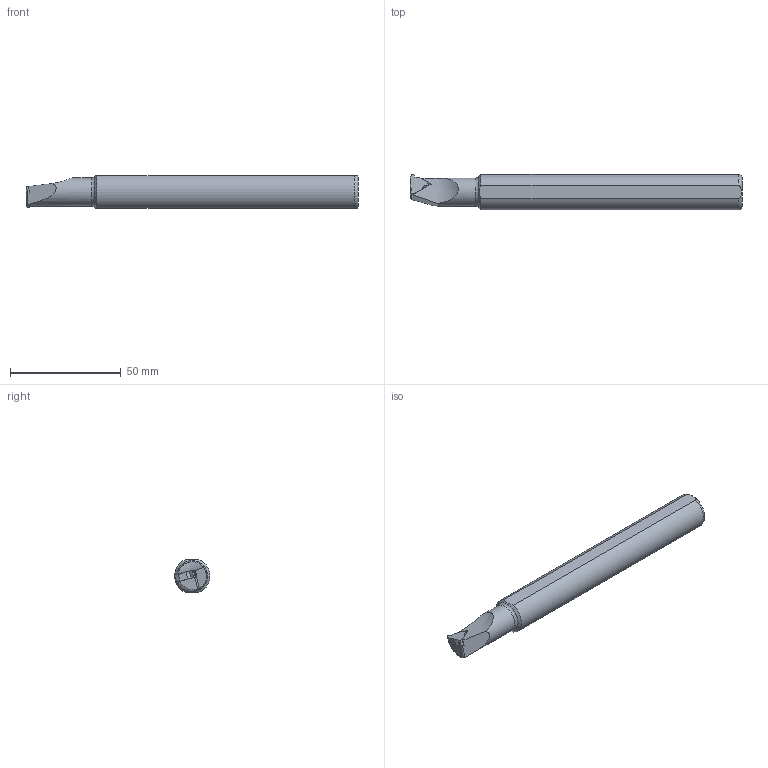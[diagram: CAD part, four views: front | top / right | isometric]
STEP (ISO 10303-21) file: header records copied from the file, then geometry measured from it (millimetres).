
FILE_DESCRIPTION(/* description */ (''),/* implementation_level */ '2;1');
FILE_NAME(/* name */ 'SIL-S16x13M-11.stp',/* time_stamp */ '2023-10-20T08:52:07+03:00',/* author */ (''),/* organization */ (''),/* preprocessor_version */ 'ST-DEVELOPER v19.4',/* originating_system */ 'SIEMENS PLM Software NX2306.3001',/* authorisation */ '');
FILE_SCHEMA (('AUTOMOTIVE_DESIGN { 1 0 10303 214 3 1 1 1 }'));
Length unit declared in the file: millimetre
Products named in the file (1): model4
Bounding box: 150 x 16.18 x 14.8 mm (x, y, z)
Volume: 26464.6 mm3; surface area: 7542.3 mm2
Topology: 2 solids, 2 shells, 40 faces, 108 edges, 72 vertices
Faces by surface type: plane 23, cylinder 12, torus 2, bspline 1, revolution 1, cone 1
Full cylindrical faces by diameter (mm): 12.8 x1
Entity records: 1921 total; most frequent: CARTESIAN_POINT 648, ORIENTED_EDGE 204, DIRECTION 186, EDGE_CURVE 102, VERTEX_POINT 70, AXIS2_PLACEMENT_3D 64, LINE 57, VECTOR 57
